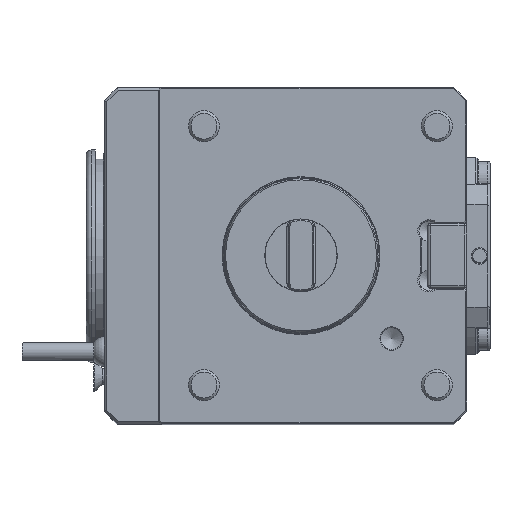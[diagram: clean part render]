
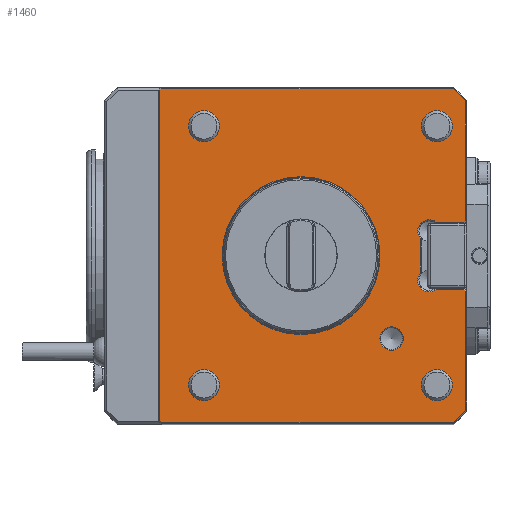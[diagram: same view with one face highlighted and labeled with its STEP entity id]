
A CAD part, top view. The second image highlights one B-rep face of the part: STEP entity #1460.
In plain terms, the highlighted planar face has unit normal (0, 0, 1).
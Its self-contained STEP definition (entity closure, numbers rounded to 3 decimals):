
#364=LINE('',#8992,#689);
#366=LINE('',#8996,#691);
#368=LINE('',#9000,#693);
#370=LINE('',#9004,#695);
#371=LINE('',#9006,#696);
#373=LINE('',#9010,#698);
#375=LINE('',#9014,#700);
#377=LINE('',#9018,#702);
#379=LINE('',#9022,#704);
#381=LINE('',#9026,#706);
#383=LINE('',#9030,#708);
#386=LINE('',#9036,#711);
#387=LINE('',#9043,#712);
#388=LINE('',#9057,#713);
#689=VECTOR('',#6894,1.);
#691=VECTOR('',#6898,1.);
#693=VECTOR('',#6902,1.);
#695=VECTOR('',#6906,1.);
#696=VECTOR('',#6909,1.);
#698=VECTOR('',#6913,1.);
#700=VECTOR('',#6917,1.);
#702=VECTOR('',#6921,1.);
#704=VECTOR('',#6925,1.);
#706=VECTOR('',#6929,1.);
#708=VECTOR('',#6933,1.);
#711=VECTOR('',#6938,1.);
#712=VECTOR('',#6941,1.);
#713=VECTOR('',#6948,1.);
#1068=FACE_BOUND('',#2274,.T.);
#1069=FACE_BOUND('',#2275,.T.);
#1070=FACE_BOUND('',#2276,.T.);
#1071=FACE_BOUND('',#2277,.T.);
#1072=FACE_BOUND('',#2278,.T.);
#1073=FACE_BOUND('',#2279,.T.);
#1074=FACE_BOUND('',#2280,.T.);
#1460=ADVANCED_FACE('',(#1068,#1069,#1070,#1071,#1072,#1073,#1074),#1663,
 .F.);
#1663=PLANE('',#5642);
#2274=EDGE_LOOP('',(#3419));
#2275=EDGE_LOOP('',(#3420));
#2276=EDGE_LOOP('',(#3421,#3422,#3423,#3424,#3425,#3426,#3427,#3428,#3429,
#3430,#3431,#3432,#3433,#3434,#3435,#3436));
#2277=EDGE_LOOP('',(#3437));
#2278=EDGE_LOOP('',(#3438));
#2279=EDGE_LOOP('',(#3439));
#2280=EDGE_LOOP('',(#3440));
#3419=ORIENTED_EDGE('',*,*,#4745,.T.);
#3420=ORIENTED_EDGE('',*,*,#4746,.F.);
#3421=ORIENTED_EDGE('',*,*,#4744,.T.);
#3422=ORIENTED_EDGE('',*,*,#4743,.T.);
#3423=ORIENTED_EDGE('',*,*,#4741,.T.);
#3424=ORIENTED_EDGE('',*,*,#4739,.T.);
#3425=ORIENTED_EDGE('',*,*,#4737,.T.);
#3426=ORIENTED_EDGE('',*,*,#4734,.T.);
#3427=ORIENTED_EDGE('',*,*,#4732,.T.);
#3428=ORIENTED_EDGE('',*,*,#4730,.T.);
#3429=ORIENTED_EDGE('',*,*,#4728,.T.);
#3430=ORIENTED_EDGE('',*,*,#4726,.T.);
#3431=ORIENTED_EDGE('',*,*,#4724,.T.);
#3432=ORIENTED_EDGE('',*,*,#4722,.T.);
#3433=ORIENTED_EDGE('',*,*,#4721,.T.);
#3434=ORIENTED_EDGE('',*,*,#4719,.T.);
#3435=ORIENTED_EDGE('',*,*,#4717,.T.);
#3436=ORIENTED_EDGE('',*,*,#4715,.T.);
#3437=ORIENTED_EDGE('',*,*,#4712,.T.);
#3438=ORIENTED_EDGE('',*,*,#4711,.T.);
#3439=ORIENTED_EDGE('',*,*,#4710,.T.);
#3440=ORIENTED_EDGE('',*,*,#4709,.T.);
#4094=VERTEX_POINT('',#8974);
#4095=VERTEX_POINT('',#8977);
#4096=VERTEX_POINT('',#8980);
#4097=VERTEX_POINT('',#8983);
#4098=VERTEX_POINT('',#8986);
#4099=VERTEX_POINT('',#8991);
#4100=VERTEX_POINT('',#8995);
#4101=VERTEX_POINT('',#8999);
#4102=VERTEX_POINT('',#9003);
#4103=VERTEX_POINT('',#9007);
#4104=VERTEX_POINT('',#9011);
#4105=VERTEX_POINT('',#9015);
#4106=VERTEX_POINT('',#9019);
#4107=VERTEX_POINT('',#9023);
#4108=VERTEX_POINT('',#9027);
#4109=VERTEX_POINT('',#9031);
#4110=VERTEX_POINT('',#9035);
#4111=VERTEX_POINT('',#9042);
#4112=VERTEX_POINT('',#9049);
#4113=VERTEX_POINT('',#9056);
#4114=VERTEX_POINT('',#9062);
#4115=VERTEX_POINT('',#9065);
#4709=EDGE_CURVE('',#4094,#4094,#5079,.T.);
#4710=EDGE_CURVE('',#4095,#4095,#5080,.T.);
#4711=EDGE_CURVE('',#4096,#4096,#5081,.T.);
#4712=EDGE_CURVE('',#4097,#4097,#5082,.T.);
#4715=EDGE_CURVE('',#4098,#4099,#364,.T.);
#4717=EDGE_CURVE('',#4100,#4098,#366,.T.);
#4719=EDGE_CURVE('',#4101,#4100,#368,.T.);
#4721=EDGE_CURVE('',#4102,#4101,#370,.T.);
#4722=EDGE_CURVE('',#4103,#4102,#371,.T.);
#4724=EDGE_CURVE('',#4104,#4103,#373,.T.);
#4726=EDGE_CURVE('',#4105,#4104,#375,.T.);
#4728=EDGE_CURVE('',#4106,#4105,#377,.T.);
#4730=EDGE_CURVE('',#4107,#4106,#379,.T.);
#4732=EDGE_CURVE('',#4108,#4107,#381,.T.);
#4734=EDGE_CURVE('',#4109,#4108,#383,.T.);
#4737=EDGE_CURVE('',#4110,#4109,#386,.T.);
#4739=EDGE_CURVE('',#4111,#4110,#387,.T.);
#4741=EDGE_CURVE('',#4112,#4111,#5083,.T.);
#4743=EDGE_CURVE('',#4113,#4112,#388,.T.);
#4744=EDGE_CURVE('',#4099,#4113,#5084,.T.);
#4745=EDGE_CURVE('',#4114,#4114,#5085,.T.);
#4746=EDGE_CURVE('',#4115,#4115,#5086,.T.);
#5079=CIRCLE('',#5613,6.);
#5080=CIRCLE('',#5615,6.);
#5081=CIRCLE('',#5617,6.);
#5082=CIRCLE('',#5619,4.5);
#5083=CIRCLE('',#5634,4.45);
#5084=CIRCLE('',#5637,4.45);
#5085=CIRCLE('',#5639,6.);
#5086=CIRCLE('',#5641,30.2);
#5613=AXIS2_PLACEMENT_3D('',#8973,#6877,#6878);
#5615=AXIS2_PLACEMENT_3D('',#8976,#6881,#6882);
#5617=AXIS2_PLACEMENT_3D('',#8979,#6885,#6886);
#5619=AXIS2_PLACEMENT_3D('',#8982,#6889,#6890);
#5634=AXIS2_PLACEMENT_3D('',#9050,#6944,#6945);
#5637=AXIS2_PLACEMENT_3D('',#9059,#6951,#6952);
#5639=AXIS2_PLACEMENT_3D('',#9061,#6955,#6956);
#5641=AXIS2_PLACEMENT_3D('',#9064,#6959,#6960);
#5642=AXIS2_PLACEMENT_3D('',#9066,#6961,#6962);
#6877=DIRECTION('',(0.,0.,-1.));
#6878=DIRECTION('',(0.,-1.,0.));
#6881=DIRECTION('',(0.,0.,-1.));
#6882=DIRECTION('',(0.,-1.,0.));
#6885=DIRECTION('',(0.,0.,-1.));
#6886=DIRECTION('',(0.,-1.,0.));
#6889=DIRECTION('',(0.,0.,-1.));
#6890=DIRECTION('',(1.,0.,0.));
#6894=DIRECTION('',(-1.,0.,0.));
#6898=DIRECTION('',(-0.707,0.707,0.));
#6902=DIRECTION('',(0.,1.,0.));
#6906=DIRECTION('',(0.707,0.707,0.));
#6909=DIRECTION('',(1.,0.,0.));
#6913=DIRECTION('',(0.707,-0.707,0.));
#6917=DIRECTION('',(0.,-1.,0.));
#6921=DIRECTION('',(-0.707,-0.707,0.));
#6925=DIRECTION('',(-1.,0.,0.));
#6929=DIRECTION('',(-0.707,0.707,0.));
#6933=DIRECTION('',(0.,1.,0.));
#6938=DIRECTION('',(0.707,0.707,0.));
#6941=DIRECTION('',(1.,0.,0.));
#6944=DIRECTION('',(0.,0.,-1.));
#6945=DIRECTION('',(-1.,0.,0.));
#6948=DIRECTION('',(0.,1.,0.));
#6951=DIRECTION('',(0.,0.,-1.));
#6952=DIRECTION('',(-1.,0.,0.));
#6955=DIRECTION('',(0.,0.,-1.));
#6956=DIRECTION('',(0.,-1.,0.));
#6959=DIRECTION('',(0.,0.,1.));
#6960=DIRECTION('',(-1.,0.,0.));
#6961=DIRECTION('',(0.,0.,-1.));
#6962=DIRECTION('',(-1.,0.,0.));
#8973=CARTESIAN_POINT('',(52.5,-50.,0.));
#8974=CARTESIAN_POINT('',(52.5,-56.,0.));
#8976=CARTESIAN_POINT('',(52.5,50.,0.));
#8977=CARTESIAN_POINT('',(52.5,44.,0.));
#8979=CARTESIAN_POINT('',(-37.5,-50.,0.));
#8980=CARTESIAN_POINT('',(-37.5,-56.,0.));
#8982=CARTESIAN_POINT('',(35.,-32.,0.));
#8983=CARTESIAN_POINT('',(39.5,-32.,0.));
#8986=CARTESIAN_POINT('',(62.793,-13.,0.));
#8991=CARTESIAN_POINT('',(52.248,-13.,0.));
#8992=CARTESIAN_POINT('',(31.353,-13.,0.));
#8995=CARTESIAN_POINT('',(63.5,-13.707,0.));
#8996=CARTESIAN_POINT('',(40.573,9.22,0.));
#8999=CARTESIAN_POINT('',(63.5,-59.793,0.));
#9000=CARTESIAN_POINT('',(63.5,0.,0.));
#9003=CARTESIAN_POINT('',(58.793,-64.5,0.));
#9004=CARTESIAN_POINT('',(77.323,-45.97,0.));
#9006=CARTESIAN_POINT('',(31.353,-64.5,0.));
#9007=CARTESIAN_POINT('',(-53.793,-64.5,0.));
#9010=CARTESIAN_POINT('',(-43.47,-74.823,0.));
#9011=CARTESIAN_POINT('',(-54.5,-63.793,0.));
#9014=CARTESIAN_POINT('',(-54.5,0.,0.));
#9015=CARTESIAN_POINT('',(-54.5,63.793,0.));
#9018=CARTESIAN_POINT('',(-43.47,74.823,0.));
#9019=CARTESIAN_POINT('',(-53.793,64.5,0.));
#9022=CARTESIAN_POINT('',(31.353,64.5,0.));
#9023=CARTESIAN_POINT('',(58.793,64.5,0.));
#9026=CARTESIAN_POINT('',(77.323,45.97,0.));
#9027=CARTESIAN_POINT('',(63.5,59.793,0.));
#9030=CARTESIAN_POINT('',(63.5,0.,0.));
#9031=CARTESIAN_POINT('',(63.5,13.707,0.));
#9035=CARTESIAN_POINT('',(62.793,13.,0.));
#9036=CARTESIAN_POINT('',(40.573,-9.22,0.));
#9042=CARTESIAN_POINT('',(52.248,13.,0.));
#9043=CARTESIAN_POINT('',(31.353,13.,0.));
#9049=CARTESIAN_POINT('',(46.,6.752,0.));
#9050=CARTESIAN_POINT('',(49.5,9.5,0.));
#9056=CARTESIAN_POINT('',(46.,-6.752,0.));
#9057=CARTESIAN_POINT('',(46.,0.,0.));
#9059=CARTESIAN_POINT('',(49.5,-9.5,0.));
#9061=CARTESIAN_POINT('',(-37.5,50.,0.));
#9062=CARTESIAN_POINT('',(-37.5,44.,0.));
#9064=CARTESIAN_POINT('',(0.,0.,0.));
#9065=CARTESIAN_POINT('',(-30.2,0.,0.));
#9066=CARTESIAN_POINT('',(-31.069,50.,0.));
